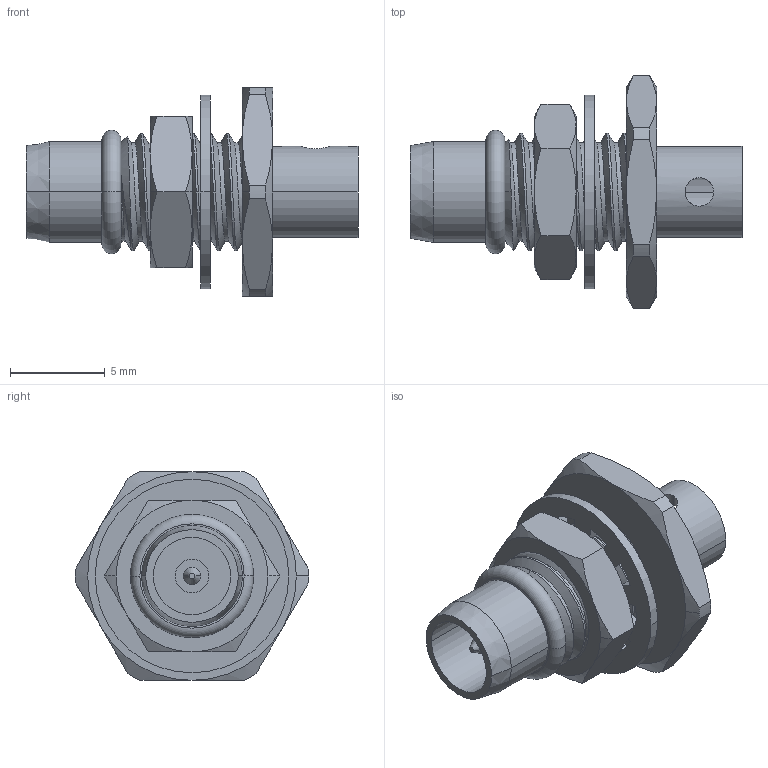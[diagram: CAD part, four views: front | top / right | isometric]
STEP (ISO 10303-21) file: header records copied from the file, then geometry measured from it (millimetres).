
FILE_DESCRIPTION (( 'STEP AP214' ), '1' );
FILE_NAME ('FMCN5152_3D.step', '2024-10-15T22:10:33', ( '' ), ( '' ), 'SwSTEP 2.0', 'SolidWorks 2022', '' );
FILE_SCHEMA (( 'AUTOMOTIVE_DESIGN' ));
Length unit declared in the file: inch
Products named in the file (5): BMA3500-0000-4^FMCN5152; SMA8500-4^FMCN5152; FMCN5152_3D; BMA3305-0141^FMCN5152; SMA8500-5^FMCN5152
Assembly tree (4 placements, depth 2):
  FMCN5152_3D
    BMA3305-0141^FMCN5152
    BMA3500-0000-4^FMCN5152
    SMA8500-4^FMCN5152
    SMA8500-5^FMCN5152
Bounding box: 17.5 x 12.3 x 11 mm (x, y, z)
Volume: 510.4 mm3; surface area: 1024 mm2
Topology: 4 solids, 4 shells, 158 faces, 391 edges, 246 vertices
Faces by surface type: cylinder 61, plane 46, cone 26, sphere 16, torus 6, bspline 3
Entity records: 6502 total; most frequent: CARTESIAN_POINT 2543, DIRECTION 823, ORIENTED_EDGE 782, EDGE_CURVE 391, AXIS2_PLACEMENT_3D 338, VERTEX_POINT 246, CIRCLE 176, EDGE_LOOP 171
